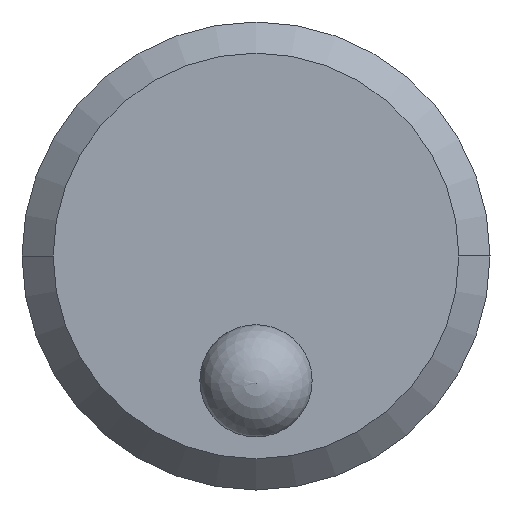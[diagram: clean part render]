
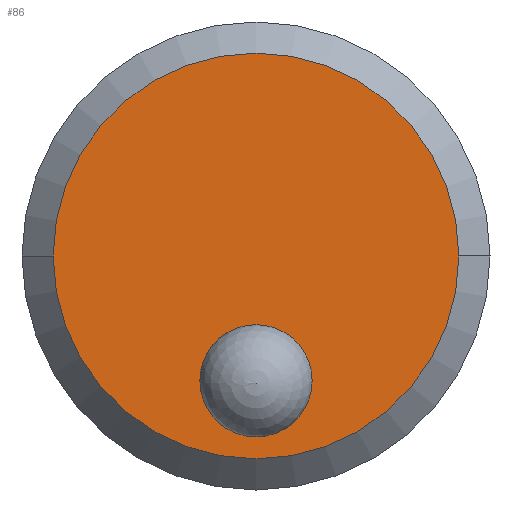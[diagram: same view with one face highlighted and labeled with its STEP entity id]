
A CAD part, left-side view. The second image highlights one B-rep face of the part: STEP entity #86.
In plain terms, the highlighted planar face has unit normal (-1, 0, 0).
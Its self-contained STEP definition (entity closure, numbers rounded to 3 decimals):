
#11 = ORIENTED_EDGE ( 'NONE', *, *, #69, .F. ) ;
#31 = EDGE_LOOP ( 'NONE', ( #254, #292 ) ) ;
#69 = EDGE_CURVE ( 'NONE', #179, #70, #463, .T. ) ;
#70 = VERTEX_POINT ( 'NONE', #458 ) ;
#86 = ADVANCED_FACE ( 'NONE', ( #585, #584 ), #570, .T. ) ;
#117 = ORIENTED_EDGE ( 'NONE', *, *, #118, .F. ) ;
#118 = EDGE_CURVE ( 'NONE', #70, #179, #699, .T. ) ;
#127 = EDGE_CURVE ( 'NONE', #161, #242, #680, .T. ) ;
#161 = VERTEX_POINT ( 'NONE', #821 ) ;
#179 = VERTEX_POINT ( 'NONE', #866 ) ;
#242 = VERTEX_POINT ( 'NONE', #1230 ) ;
#254 = ORIENTED_EDGE ( 'NONE', *, *, #309, .T. ) ;
#292 = ORIENTED_EDGE ( 'NONE', *, *, #127, .T. ) ;
#309 = EDGE_CURVE ( 'NONE', #242, #161, #1134, .T. ) ;
#329 = EDGE_LOOP ( 'NONE', ( #117, #11 ) ) ;
#458 = CARTESIAN_POINT ( 'NONE',  ( -20.193, -1.143, -2.54 ) ) ;
#459 = DIRECTION ( 'NONE',  ( 0., -1., 0. ) ) ;
#460 = DIRECTION ( 'NONE',  ( -1., 0., 0. ) ) ;
#461 = CARTESIAN_POINT ( 'NONE',  ( -20.193, 0., -2.54 ) ) ;
#462 = AXIS2_PLACEMENT_3D ( 'NONE', #461, #460, #459 ) ;
#463 = CIRCLE ( 'NONE', #462, 1.143 ) ;
#566 = DIRECTION ( 'NONE',  ( 0., -1., 0. ) ) ;
#567 = DIRECTION ( 'NONE',  ( -1., 0., 0. ) ) ;
#568 = CARTESIAN_POINT ( 'NONE',  ( -20.193, 0., 0. ) ) ;
#569 = AXIS2_PLACEMENT_3D ( 'NONE', #568, #567, #566 ) ;
#570 = PLANE ( 'NONE',  #569 ) ;
#584 = FACE_BOUND ( 'NONE', #329, .T. ) ;
#585 = FACE_OUTER_BOUND ( 'NONE', #31, .T. ) ;
#676 = DIRECTION ( 'NONE',  ( 0., -1., 0. ) ) ;
#677 = DIRECTION ( 'NONE',  ( -1., 0., 0. ) ) ;
#678 = CARTESIAN_POINT ( 'NONE',  ( -20.193, 0., 0. ) ) ;
#679 = AXIS2_PLACEMENT_3D ( 'NONE', #678, #677, #676 ) ;
#680 = CIRCLE ( 'NONE', #679, 4.127 ) ;
#695 = DIRECTION ( 'NONE',  ( 0., -1., 0. ) ) ;
#696 = DIRECTION ( 'NONE',  ( -1., 0., 0. ) ) ;
#697 = CARTESIAN_POINT ( 'NONE',  ( -20.193, 0., -2.54 ) ) ;
#698 = AXIS2_PLACEMENT_3D ( 'NONE', #697, #696, #695 ) ;
#699 = CIRCLE ( 'NONE', #698, 1.143 ) ;
#821 = CARTESIAN_POINT ( 'NONE',  ( -20.193, -4.127, 0. ) ) ;
#866 = CARTESIAN_POINT ( 'NONE',  ( -20.193, 1.143, -2.54 ) ) ;
#1130 = DIRECTION ( 'NONE',  ( 0., -1., 0. ) ) ;
#1131 = DIRECTION ( 'NONE',  ( -1., 0., 0. ) ) ;
#1132 = CARTESIAN_POINT ( 'NONE',  ( -20.193, 0., 0. ) ) ;
#1133 = AXIS2_PLACEMENT_3D ( 'NONE', #1132, #1131, #1130 ) ;
#1134 = CIRCLE ( 'NONE', #1133, 4.127 ) ;
#1230 = CARTESIAN_POINT ( 'NONE',  ( -20.193, 4.127, 0. ) ) ;
